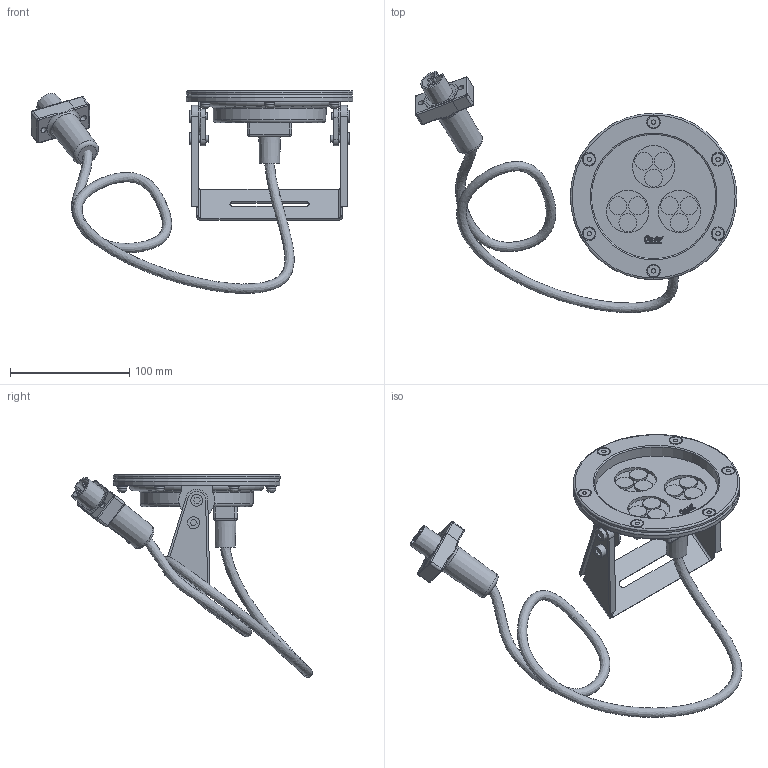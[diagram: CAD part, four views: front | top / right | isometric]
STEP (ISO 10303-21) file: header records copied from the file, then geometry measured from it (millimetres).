
FILE_DESCRIPTION(/* description */ (''),/* implementation_level */ '2;1');
FILE_NAME(/* name */ '70133_Profilux_Basic LED_L_RGB_Flood.stp',/* time_stamp */ '2018-12-07T07:36:38+01:00',/* author */ ('guzb562'),/* organization */ (''),/* preprocessor_version */ 'ST-DEVELOPER v17.2',/* originating_system */ 'Autodesk Inventor 2019',/* authorisation */ '');
FILE_SCHEMA (('CONFIG_CONTROL_DESIGN'));
Length unit declared in the file: millimetre
Products named in the file (6): 70132_Profilux_LED_L_spot; 70132_ProfiLux_LED_LRGB_Spot; 70132_Profilux_LED_L_spot_1; stecker female; 70132_Profilux_LED_L_spot.Kabelbaum1; 70132_Profilux_LED_L_spot.Kabelbaum1_1
Assembly tree (5 placements, depth 3):
  70132_Profilux_LED_L_spot
    70132_ProfiLux_LED_LRGB_Spot
    70132_Profilux_LED_L_spot_1
    stecker female
    70132_Profilux_LED_L_spot.Kabelbaum1
      70132_Profilux_LED_L_spot.Kabelbaum1_1
Bounding box: 270.34 x 202.41 x 170.29 mm (x, y, z)
Volume: 246953.6 mm3; surface area: 112765.9 mm2
Topology: 9 solids, 16 shells, 924 faces, 2288 edges, 1498 vertices
Faces by surface type: plane 608, bspline 152, cylinder 140, cone 11, torus 9, sphere 4
Full cylindrical faces by diameter (mm): 3.6 x5, 3.618 x1, 5.2 x6, 5.216 x2, 6 x8, 6.5 x2, 7.794 x6, 10 x10, 11.314 x6, 15 x9, 35.5 x3, 104.439 x1, 113.144 x1, 137 x1, 139.809 x1, 140 x1
Entity records: 32681 total; most frequent: CARTESIAN_POINT 10468, ORIENTED_EDGE 4572, DIRECTION 4017, EDGE_CURVE 2287, LINE 1577, VECTOR 1577, VERTEX_POINT 1496, AXIS2_PLACEMENT_3D 1220
